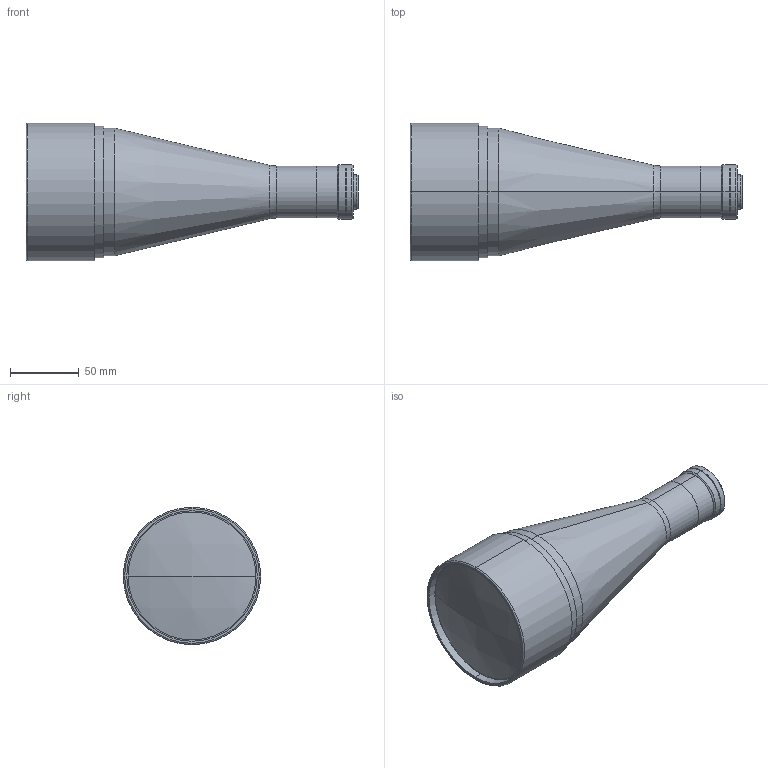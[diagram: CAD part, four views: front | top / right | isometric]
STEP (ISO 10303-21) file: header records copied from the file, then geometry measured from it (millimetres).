
FILE_DESCRIPTION (( 'STEP AP214' ), '1' );
FILE_NAME ('TC UV 2364.STEP', '2013-04-04T17:12:15', ( 'Work' ), ( '' ), 'SwSTEP 2.0', 'SolidWorks 2012', '' );
FILE_SCHEMA (( 'AUTOMOTIVE_DESIGN' ));
Length unit declared in the file: millimetre
Products named in the file (1): TC UV 2364
Bounding box: 241.73 x 100 x 100 mm (x, y, z)
Surface area: 68201.8 mm2 (no closed solid volume)
Topology: 0 solids, 6 shells, 50 faces, 134 edges, 97 vertices
Faces by surface type: cylinder 22, plane 12, cone 10, torus 4, sphere 2
Entity records: 2222 total; most frequent: DIRECTION 338, CARTESIAN_POINT 282, ORIENTED_EDGE 222, AXIS2_PLACEMENT_3D 153, EDGE_CURVE 134, CIRCLE 102, VERTEX_POINT 97, EDGE_LOOP 74
